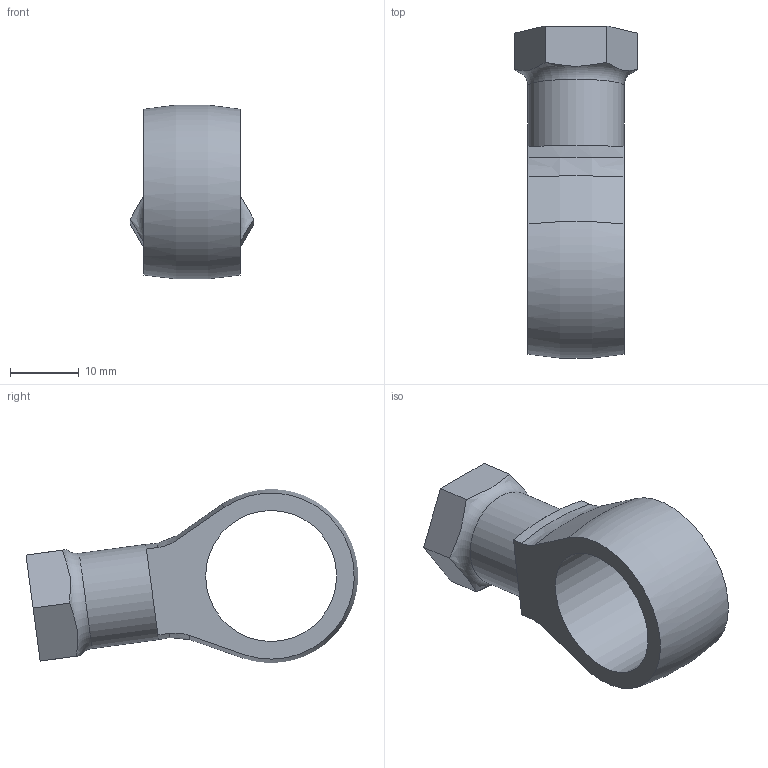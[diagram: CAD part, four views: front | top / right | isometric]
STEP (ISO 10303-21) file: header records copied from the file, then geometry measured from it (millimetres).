
FILE_DESCRIPTION(/* description */ ('STEP AP214'),/* implementation_level */ '2;1');
FILE_NAME(/* name */ '62525bf9ecdeb77adb8bb0d6',/* time_stamp */ '2022-04-10T04:24:25+00:00',/* author */ (''),/* organization */ (''),/* preprocessor_version */ 'ST-DEVELOPER v18.101',/* originating_system */ ' ',/* authorisation */ ' ');
FILE_SCHEMA (('AUTOMOTIVE_DESIGN {1 0 10303 214 3 1 1}'));
Length unit declared in the file: metre
Products named in the file (1): Part 39
Bounding box: 17.96 x 48.28 x 25.25 mm (x, y, z)
Volume: 6586.2 mm3; surface area: 3879.6 mm2
Topology: 1 solids, 1 shells, 25 faces, 60 edges, 38 vertices
Faces by surface type: plane 14, cylinder 5, bspline 4, torus 2
Full cylindrical faces by diameter (mm): 6.35 x1, 13.97 x1, 19.05 x1
Entity records: 807 total; most frequent: CARTESIAN_POINT 234, ORIENTED_EDGE 112, DIRECTION 102, EDGE_CURVE 56, AXIS2_PLACEMENT_3D 39, VERTEX_POINT 38, EDGE_LOOP 32, FACE_BOUND 32
